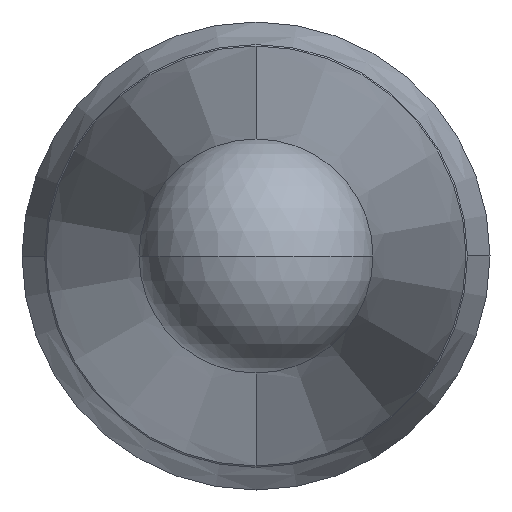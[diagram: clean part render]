
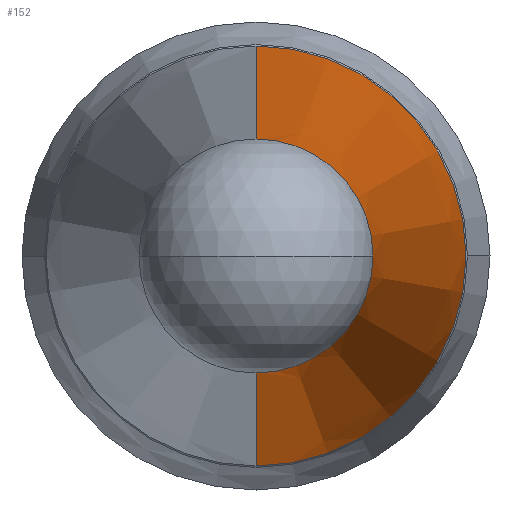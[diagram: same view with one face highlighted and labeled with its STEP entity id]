
A CAD part, front view. The second image highlights one B-rep face of the part: STEP entity #152.
In plain terms, the highlighted conical face has half-angle 5 degrees and reference radius 1.587 mm.
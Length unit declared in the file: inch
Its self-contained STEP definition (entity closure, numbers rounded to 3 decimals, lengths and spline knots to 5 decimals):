
#4 = VERTEX_POINT ( 'NONE', #176 ) ;
#23 = VERTEX_POINT ( 'NONE', #422 ) ;
#28 = ORIENTED_EDGE ( 'NONE', *, *, #444, .F. ) ;
#33 = EDGE_CURVE ( 'NONE', #23, #155, #166, .T. ) ;
#57 = CARTESIAN_POINT ( 'NONE',  ( 0., 0.05727, -0.0625 ) ) ;
#58 = AXIS2_PLACEMENT_3D ( 'NONE', #474, #110, #272 ) ;
#73 = FACE_OUTER_BOUND ( 'NONE', #394, .T. ) ;
#83 = DIRECTION ( 'NONE',  ( 0., 0., -1. ) ) ;
#92 = CARTESIAN_POINT ( 'NONE',  ( 0., 0.625, 0.11217 ) ) ;
#109 = CIRCLE ( 'NONE', #117, 0.11217 ) ;
#110 = DIRECTION ( 'NONE',  ( 0., 1., 0. ) ) ;
#117 = AXIS2_PLACEMENT_3D ( 'NONE', #290, #164, #119 ) ;
#119 = DIRECTION ( 'NONE',  ( 0., 0., -1. ) ) ;
#142 = VECTOR ( 'NONE', #360, 39.37008 ) ;
#152 = ADVANCED_FACE ( 'NONE', ( #73 ), #435, .T. ) ;
#155 = VERTEX_POINT ( 'NONE', #92 ) ;
#164 = DIRECTION ( 'NONE',  ( 0., -1., 0. ) ) ;
#166 = LINE ( 'NONE', #364, #142 ) ;
#176 = CARTESIAN_POINT ( 'NONE',  ( 0.0625, 0.05727, 0. ) ) ;
#203 = ORIENTED_EDGE ( 'NONE', *, *, #264, .T. ) ;
#224 = AXIS2_PLACEMENT_3D ( 'NONE', #376, #293, #83 ) ;
#256 = EDGE_CURVE ( 'NONE', #4, #23, #451, .T. ) ;
#259 = CARTESIAN_POINT ( 'NONE',  ( 0., 0.05727, -0.0625 ) ) ;
#264 = EDGE_CURVE ( 'NONE', #507, #456, #458, .T. ) ;
#272 = DIRECTION ( 'NONE',  ( 0., 0., 1. ) ) ;
#273 = DIRECTION ( 'NONE',  ( 0., 0., -1. ) ) ;
#290 = CARTESIAN_POINT ( 'NONE',  ( 0., 0.625, 0. ) ) ;
#293 = DIRECTION ( 'NONE',  ( 0., -1., 0. ) ) ;
#342 = ORIENTED_EDGE ( 'NONE', *, *, #33, .F. ) ;
#355 = EDGE_CURVE ( 'NONE', #456, #155, #109, .T. ) ;
#360 = DIRECTION ( 'NONE',  ( 0., 0.996, 0.087 ) ) ;
#364 = CARTESIAN_POINT ( 'NONE',  ( 0., 0.05727, 0.0625 ) ) ;
#366 = AXIS2_PLACEMENT_3D ( 'NONE', #473, #471, #273 ) ;
#367 = DIRECTION ( 'NONE',  ( 0., 0.996, -0.087 ) ) ;
#376 = CARTESIAN_POINT ( 'NONE',  ( 0., 0.05727, 0. ) ) ;
#394 = EDGE_LOOP ( 'NONE', ( #28, #203, #448, #342, #401 ) ) ;
#401 = ORIENTED_EDGE ( 'NONE', *, *, #256, .F. ) ;
#422 = CARTESIAN_POINT ( 'NONE',  ( 0., 0.05727, 0.0625 ) ) ;
#435 = CONICAL_SURFACE ( 'NONE', #58, 0.0625, 0.087 ) ;
#439 = CARTESIAN_POINT ( 'NONE',  ( 0., 0.625, -0.11217 ) ) ;
#444 = EDGE_CURVE ( 'NONE', #507, #4, #497, .T. ) ;
#448 = ORIENTED_EDGE ( 'NONE', *, *, #355, .T. ) ;
#451 = CIRCLE ( 'NONE', #224, 0.0625 ) ;
#456 = VERTEX_POINT ( 'NONE', #439 ) ;
#458 = LINE ( 'NONE', #259, #503 ) ;
#471 = DIRECTION ( 'NONE',  ( 0., -1., 0. ) ) ;
#473 = CARTESIAN_POINT ( 'NONE',  ( 0., 0.05727, 0. ) ) ;
#474 = CARTESIAN_POINT ( 'NONE',  ( 0., 0.05727, 0. ) ) ;
#497 = CIRCLE ( 'NONE', #366, 0.0625 ) ;
#503 = VECTOR ( 'NONE', #367, 39.37008 ) ;
#507 = VERTEX_POINT ( 'NONE', #57 ) ;
